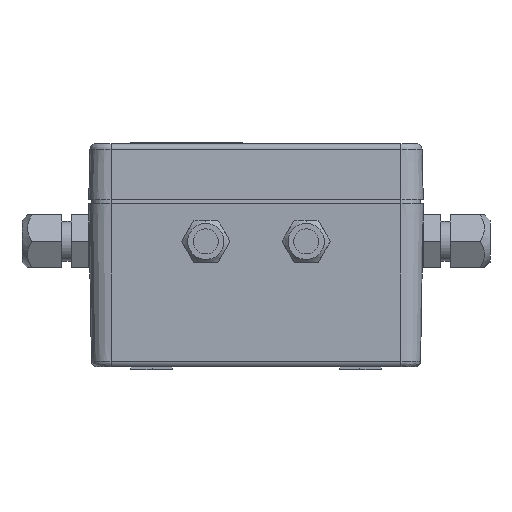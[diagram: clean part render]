
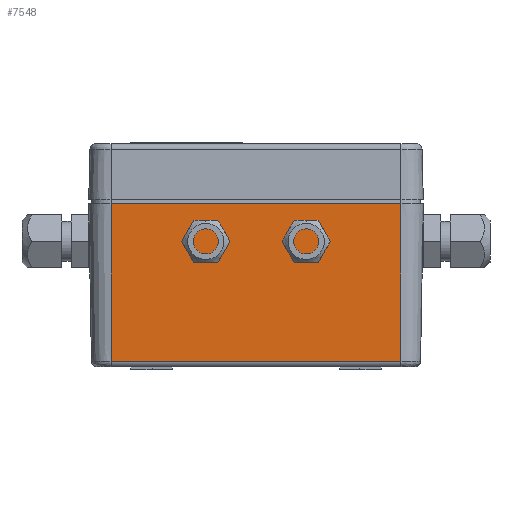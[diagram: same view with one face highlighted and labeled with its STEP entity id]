
A CAD part, left-side view. The second image highlights one B-rep face of the part: STEP entity #7548.
In plain terms, the highlighted planar face has unit normal (-1, 0, -0.017).
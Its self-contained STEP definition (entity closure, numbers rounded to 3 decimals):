
#454 = CARTESIAN_POINT ( 'NONE',  ( -110., 52., 58.5 ) ) ;
#672 = CARTESIAN_POINT ( 'NONE',  ( -109.034, 52., 1.966 ) ) ;
#714 = CARTESIAN_POINT ( 'NONE',  ( -110., 52., 58.5 ) ) ;
#871 = CARTESIAN_POINT ( 'NONE',  ( -109.034, 52., 1.966 ) ) ;
#1283 = VERTEX_POINT ( 'NONE', #12804 ) ;
#1451 = ORIENTED_EDGE ( 'NONE', *, *, #7114, .F. ) ;
#1615 = FACE_OUTER_BOUND ( 'NONE', #12931, .T. ) ;
#1683 = DIRECTION ( 'NONE',  ( 0.017, 0., -1. ) ) ;
#1875 = VECTOR ( 'NONE', #13039, 1000. ) ;
#2602 = VERTEX_POINT ( 'NONE', #871 ) ;
#2708 = ORIENTED_EDGE ( 'NONE', *, *, #2782, .F. ) ;
#2782 = EDGE_CURVE ( 'NONE', #1283, #3545, #9336, .T. ) ;
#3034 = VECTOR ( 'NONE', #5857, 1000. ) ;
#3317 = ORIENTED_EDGE ( 'NONE', *, *, #5039, .F. ) ;
#3413 = ORIENTED_EDGE ( 'NONE', *, *, #7595, .F. ) ;
#3545 = VERTEX_POINT ( 'NONE', #3933 ) ;
#3933 = CARTESIAN_POINT ( 'NONE',  ( -109.034, -52., 1.966 ) ) ;
#4006 = VERTEX_POINT ( 'NONE', #454 ) ;
#5039 = EDGE_CURVE ( 'NONE', #3545, #2602, #12464, .T. ) ;
#5821 = LINE ( 'NONE', #714, #3034 ) ;
#5857 = DIRECTION ( 'NONE',  ( 0., -1., 0. ) ) ;
#5950 = AXIS2_PLACEMENT_3D ( 'NONE', #672, #7885, #1683 ) ;
#6607 = VECTOR ( 'NONE', #8474, 1000. ) ;
#7114 = EDGE_CURVE ( 'NONE', #2602, #4006, #12496, .T. ) ;
#7548 = ADVANCED_FACE ( 'NONE', ( #1615 ), #8862, .F. ) ;
#7595 = EDGE_CURVE ( 'NONE', #4006, #1283, #5821, .T. ) ;
#7885 = DIRECTION ( 'NONE',  ( 1., 0., 0.017 ) ) ;
#8094 = CARTESIAN_POINT ( 'NONE',  ( -109.034, 52., 1.966 ) ) ;
#8264 = DIRECTION ( 'NONE',  ( 0., 1., 0. ) ) ;
#8474 = DIRECTION ( 'NONE',  ( 0.017, 0., -1. ) ) ;
#8862 = PLANE ( 'NONE',  #5950 ) ;
#9336 = LINE ( 'NONE', #12421, #6607 ) ;
#9758 = VECTOR ( 'NONE', #8264, 1000. ) ;
#11962 = CARTESIAN_POINT ( 'NONE',  ( -109.034, 52., 1.966 ) ) ;
#12421 = CARTESIAN_POINT ( 'NONE',  ( -109.034, -52., 1.966 ) ) ;
#12464 = LINE ( 'NONE', #8094, #9758 ) ;
#12496 = LINE ( 'NONE', #11962, #1875 ) ;
#12804 = CARTESIAN_POINT ( 'NONE',  ( -110., -52., 58.5 ) ) ;
#12931 = EDGE_LOOP ( 'NONE', ( #3413, #1451, #3317, #2708 ) ) ;
#13039 = DIRECTION ( 'NONE',  ( -0.017, 0., 1. ) ) ;
